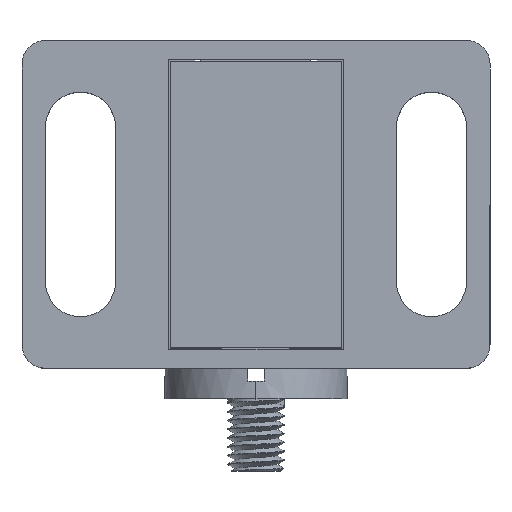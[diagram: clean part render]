
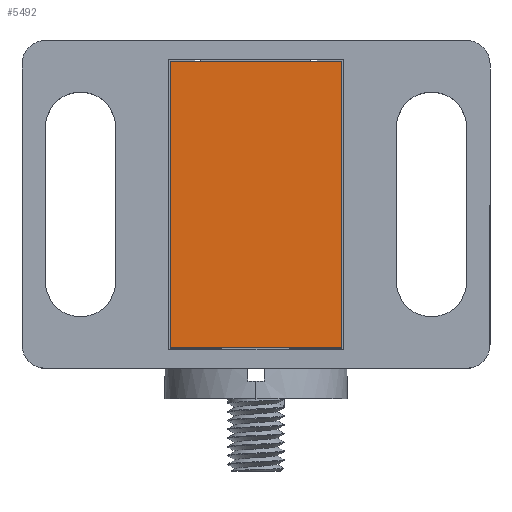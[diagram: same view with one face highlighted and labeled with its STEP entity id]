
A CAD part, top view. The second image highlights one B-rep face of the part: STEP entity #5492.
In plain terms, the highlighted planar face has unit normal (0, 0, 1).
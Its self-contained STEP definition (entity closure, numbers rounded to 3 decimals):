
#40 = LINE ( 'NONE', #50, #4708 ) ;
#50 = CARTESIAN_POINT ( 'NONE',  ( -7.35, 12.25, 0. ) ) ;
#59 = EDGE_LOOP ( 'NONE', ( #3455, #1268, #2825, #5759 ) ) ;
#166 = CARTESIAN_POINT ( 'NONE',  ( -7.35, -12.25, 0. ) ) ;
#252 = CARTESIAN_POINT ( 'NONE',  ( -7.35, 12.25, 0. ) ) ;
#362 = CARTESIAN_POINT ( 'NONE',  ( 7.35, 12.25, 0. ) ) ;
#531 = LINE ( 'NONE', #2906, #5808 ) ;
#547 = DIRECTION ( 'NONE',  ( 0., -1., 0. ) ) ;
#616 = EDGE_CURVE ( 'NONE', #805, #5625, #1608, .T. ) ;
#663 = DIRECTION ( 'NONE',  ( 1., 0., 0. ) ) ;
#695 = VERTEX_POINT ( 'NONE', #5964 ) ;
#805 = VERTEX_POINT ( 'NONE', #2438 ) ;
#1099 = AXIS2_PLACEMENT_3D ( 'NONE', #2243, #2624, #4517 ) ;
#1268 = ORIENTED_EDGE ( 'NONE', *, *, #2522, .T. ) ;
#1448 = CARTESIAN_POINT ( 'NONE',  ( 7.35, 12.25, 0. ) ) ;
#1526 = VERTEX_POINT ( 'NONE', #166 ) ;
#1608 = LINE ( 'NONE', #362, #4648 ) ;
#2243 = CARTESIAN_POINT ( 'NONE',  ( 0., 0., 0. ) ) ;
#2295 = DIRECTION ( 'NONE',  ( 0., 1., 0. ) ) ;
#2438 = CARTESIAN_POINT ( 'NONE',  ( 7.35, -12.25, 0. ) ) ;
#2522 = EDGE_CURVE ( 'NONE', #1526, #805, #531, .T. ) ;
#2624 = DIRECTION ( 'NONE',  ( 0., 0., 1. ) ) ;
#2825 = ORIENTED_EDGE ( 'NONE', *, *, #616, .T. ) ;
#2906 = CARTESIAN_POINT ( 'NONE',  ( -7.35, -12.25, 0. ) ) ;
#3023 = EDGE_CURVE ( 'NONE', #5625, #695, #3953, .T. ) ;
#3080 = DIRECTION ( 'NONE',  ( -1., 0., 0. ) ) ;
#3455 = ORIENTED_EDGE ( 'NONE', *, *, #3739, .T. ) ;
#3739 = EDGE_CURVE ( 'NONE', #695, #1526, #40, .T. ) ;
#3953 = LINE ( 'NONE', #252, #5694 ) ;
#4430 = FACE_OUTER_BOUND ( 'NONE', #59, .T. ) ;
#4517 = DIRECTION ( 'NONE',  ( 1., 0., 0. ) ) ;
#4648 = VECTOR ( 'NONE', #2295, 1000. ) ;
#4708 = VECTOR ( 'NONE', #547, 1000. ) ;
#5492 = ADVANCED_FACE ( 'NONE', ( #4430 ), #5932, .T. ) ;
#5625 = VERTEX_POINT ( 'NONE', #1448 ) ;
#5694 = VECTOR ( 'NONE', #3080, 1000. ) ;
#5759 = ORIENTED_EDGE ( 'NONE', *, *, #3023, .T. ) ;
#5808 = VECTOR ( 'NONE', #663, 1000. ) ;
#5932 = PLANE ( 'NONE',  #1099 ) ;
#5964 = CARTESIAN_POINT ( 'NONE',  ( -7.35, 12.25, 0. ) ) ;
